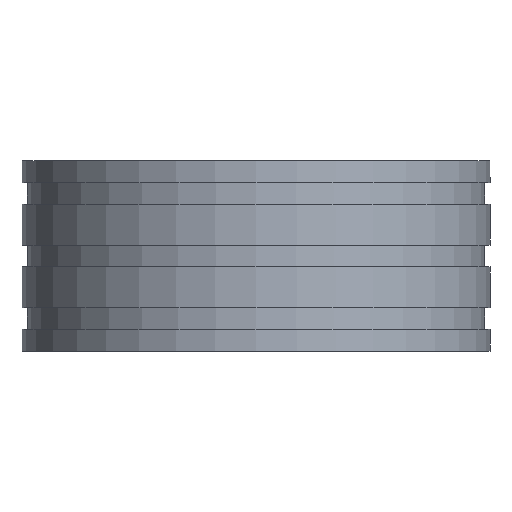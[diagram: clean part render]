
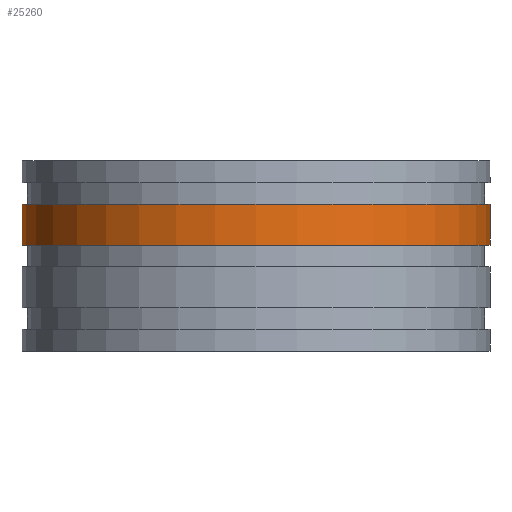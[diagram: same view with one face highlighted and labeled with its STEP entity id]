
A CAD part, front view. The second image highlights one B-rep face of the part: STEP entity #25260.
In plain terms, the highlighted cylindrical face has radius 43 mm (diameter 86 mm), a partial arc.
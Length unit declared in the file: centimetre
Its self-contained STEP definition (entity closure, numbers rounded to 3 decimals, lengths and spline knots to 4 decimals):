
#136 = DIRECTION ( 'NONE',  ( 1., 0., 0. ) ) ;
#1745 = ORIENTED_EDGE ( 'NONE', *, *, #10167, .T. ) ;
#3506 = EDGE_CURVE ( 'NONE', #16326, #19590, #25774, .T. ) ;
#4879 = ORIENTED_EDGE ( 'NONE', *, *, #20357, .T. ) ;
#5828 = CIRCLE ( 'NONE', #14133, 4.3 ) ;
#6339 = CARTESIAN_POINT ( 'NONE',  ( 0., 0., -1.55 ) ) ;
#6663 = DIRECTION ( 'NONE',  ( 0., 0., 1. ) ) ;
#6826 = DIRECTION ( 'NONE',  ( -1., 0., 0. ) ) ;
#6947 = EDGE_LOOP ( 'NONE', ( #24090, #1745, #28526, #4879 ) ) ;
#7689 = VECTOR ( 'NONE', #28058, 100. ) ;
#7863 = AXIS2_PLACEMENT_3D ( 'NONE', #18305, #27919, #6826 ) ;
#8906 = CARTESIAN_POINT ( 'NONE',  ( -4.3, 0., -0.8 ) ) ;
#10167 = EDGE_CURVE ( 'NONE', #24184, #16326, #5828, .T. ) ;
#10818 = CARTESIAN_POINT ( 'NONE',  ( -4.3, 0., 0. ) ) ;
#10835 = AXIS2_PLACEMENT_3D ( 'NONE', #18481, #16354, #136 ) ;
#11231 = DIRECTION ( 'NONE',  ( 0., 0., 1. ) ) ;
#11758 = FACE_OUTER_BOUND ( 'NONE', #6947, .T. ) ;
#14055 = VERTEX_POINT ( 'NONE', #8906 ) ;
#14133 = AXIS2_PLACEMENT_3D ( 'NONE', #6339, #11231, #15679 ) ;
#15679 = DIRECTION ( 'NONE',  ( 1., 0., 0. ) ) ;
#15868 = LINE ( 'NONE', #10818, #23744 ) ;
#16326 = VERTEX_POINT ( 'NONE', #20303 ) ;
#16354 = DIRECTION ( 'NONE',  ( 0., 0., 1. ) ) ;
#16475 = CARTESIAN_POINT ( 'NONE',  ( -4.3, 0., -1.55 ) ) ;
#16506 = CYLINDRICAL_SURFACE ( 'NONE', #10835, 4.3 ) ;
#17299 = EDGE_CURVE ( 'NONE', #24184, #14055, #15868, .T. ) ;
#18305 = CARTESIAN_POINT ( 'NONE',  ( 0., 0., -0.8 ) ) ;
#18481 = CARTESIAN_POINT ( 'NONE',  ( 0., 0., 0. ) ) ;
#19110 = CIRCLE ( 'NONE', #7863, 4.3 ) ;
#19590 = VERTEX_POINT ( 'NONE', #23893 ) ;
#20303 = CARTESIAN_POINT ( 'NONE',  ( 4.3, 0., -1.55 ) ) ;
#20357 = EDGE_CURVE ( 'NONE', #19590, #14055, #19110, .T. ) ;
#20893 = CARTESIAN_POINT ( 'NONE',  ( 4.3, 0., 0. ) ) ;
#23744 = VECTOR ( 'NONE', #6663, 100. ) ;
#23893 = CARTESIAN_POINT ( 'NONE',  ( 4.3, 0., -0.8 ) ) ;
#24090 = ORIENTED_EDGE ( 'NONE', *, *, #17299, .F. ) ;
#24184 = VERTEX_POINT ( 'NONE', #16475 ) ;
#25260 = ADVANCED_FACE ( 'NONE', ( #11758 ), #16506, .T. ) ;
#25774 = LINE ( 'NONE', #20893, #7689 ) ;
#27919 = DIRECTION ( 'NONE',  ( 0., 0., -1. ) ) ;
#28058 = DIRECTION ( 'NONE',  ( 0., 0., 1. ) ) ;
#28526 = ORIENTED_EDGE ( 'NONE', *, *, #3506, .T. ) ;
